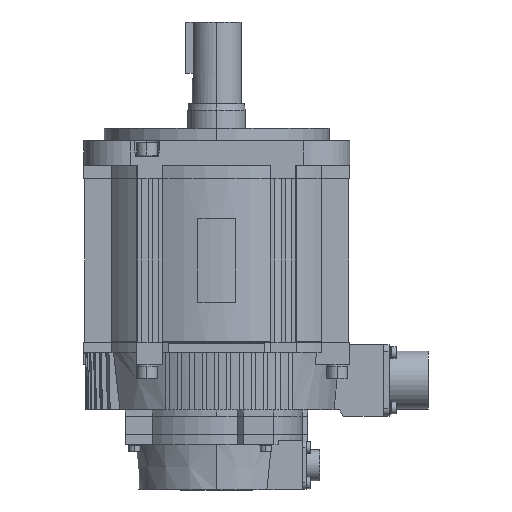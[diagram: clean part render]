
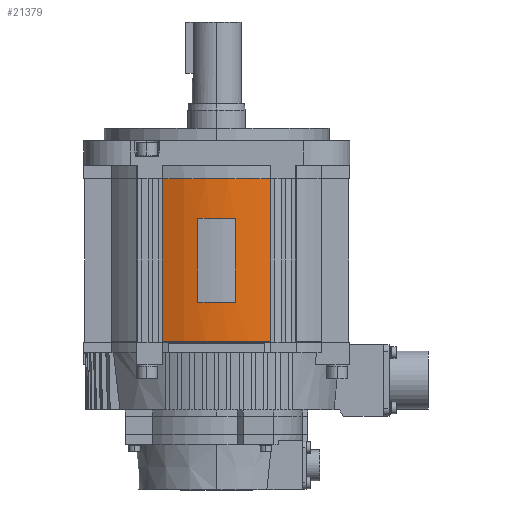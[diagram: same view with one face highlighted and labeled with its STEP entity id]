
A CAD part, left-side view. The second image highlights one B-rep face of the part: STEP entity #21379.
In plain terms, the highlighted cylindrical face has radius 64.3 mm (diameter 128.6 mm), a partial arc.
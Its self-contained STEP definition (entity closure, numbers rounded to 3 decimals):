
#10215 = DIRECTION ( 'NONE',  ( -1., 0., 0. ) ) ;
#10216 = DIRECTION ( 'NONE',  ( 0., 0., -1. ) ) ;
#10217 = CARTESIAN_POINT ( 'NONE',  ( 0., 0., -98.3 ) ) ;
#10218 = AXIS2_PLACEMENT_3D ( 'NONE', #10217, #10216, #10215 ) ;
#10219 = CIRCLE ( 'NONE', #10218, 64.3 ) ;
#10248 = LINE ( 'NONE', #10316, #10315 ) ;
#10249 = DIRECTION ( 'NONE',  ( 1., 0., 0. ) ) ;
#10250 = DIRECTION ( 'NONE',  ( 0., 0., 1. ) ) ;
#10252 = CARTESIAN_POINT ( 'NONE',  ( 0., 0., -200.368 ) ) ;
#10253 = AXIS2_PLACEMENT_3D ( 'NONE', #10252, #10250, #10249 ) ;
#10255 = CYLINDRICAL_SURFACE ( 'NONE', #10253, 64.3 ) ;
#10257 = FACE_OUTER_BOUND ( 'NONE', #21393, .T. ) ;
#10258 = FACE_BOUND ( 'NONE', #21380, .T. ) ;
#10267 = DIRECTION ( 'NONE',  ( 0., 0., 1. ) ) ;
#10268 = VECTOR ( 'NONE', #10267, 1000. ) ;
#10269 = CARTESIAN_POINT ( 'NONE',  ( -58.677, 26.297, -116.906 ) ) ;
#10270 = LINE ( 'NONE', #10269, #10268 ) ;
#10271 = CARTESIAN_POINT ( 'NONE',  ( -58.677, 26.297, -18.6 ) ) ;
#10272 = DIRECTION ( 'NONE',  ( 0., -1., 0. ) ) ;
#10274 = DIRECTION ( 'NONE',  ( 0., 0., -1. ) ) ;
#10275 = CARTESIAN_POINT ( 'NONE',  ( 0., 0., -18.6 ) ) ;
#10276 = AXIS2_PLACEMENT_3D ( 'NONE', #10275, #10274, #10272 ) ;
#10277 = CIRCLE ( 'NONE', #10276, 64.3 ) ;
#10278 = CARTESIAN_POINT ( 'NONE',  ( -58.677, -26.297, -18.6 ) ) ;
#10279 = DIRECTION ( 'NONE',  ( 0., 0., 1. ) ) ;
#10280 = VECTOR ( 'NONE', #10279, 1000. ) ;
#10281 = CARTESIAN_POINT ( 'NONE',  ( -58.677, -26.297, -116.906 ) ) ;
#10282 = LINE ( 'NONE', #10281, #10280 ) ;
#10283 = CARTESIAN_POINT ( 'NONE',  ( -58.677, 26.297, -98.3 ) ) ;
#10294 = CARTESIAN_POINT ( 'NONE',  ( -58.677, -26.297, -98.3 ) ) ;
#10295 = DIRECTION ( 'NONE',  ( -1., 0., 0. ) ) ;
#10296 = DIRECTION ( 'NONE',  ( 0., 0., -1. ) ) ;
#10297 = CARTESIAN_POINT ( 'NONE',  ( 0., 0., -37.95 ) ) ;
#10298 = AXIS2_PLACEMENT_3D ( 'NONE', #10297, #10296, #10295 ) ;
#10299 = CIRCLE ( 'NONE', #10298, 64.3 ) ;
#10300 = CARTESIAN_POINT ( 'NONE',  ( -63.638, 9.204, -37.95 ) ) ;
#10301 = DIRECTION ( 'NONE',  ( 0., 0., 1. ) ) ;
#10302 = VECTOR ( 'NONE', #10301, 1000. ) ;
#10303 = CARTESIAN_POINT ( 'NONE',  ( -63.638, 9.204, -200.368 ) ) ;
#10304 = LINE ( 'NONE', #10303, #10302 ) ;
#10305 = CARTESIAN_POINT ( 'NONE',  ( -63.638, 9.204, -78.95 ) ) ;
#10306 = DIRECTION ( 'NONE',  ( -1., 0., 0. ) ) ;
#10308 = DIRECTION ( 'NONE',  ( 0., 0., -1. ) ) ;
#10309 = CARTESIAN_POINT ( 'NONE',  ( 0., 0., -78.95 ) ) ;
#10310 = AXIS2_PLACEMENT_3D ( 'NONE', #10309, #10308, #10306 ) ;
#10311 = CIRCLE ( 'NONE', #10310, 64.3 ) ;
#10312 = CARTESIAN_POINT ( 'NONE',  ( -63.638, -9.204, -78.95 ) ) ;
#10313 = CARTESIAN_POINT ( 'NONE',  ( -63.638, -9.204, -37.95 ) ) ;
#10314 = DIRECTION ( 'NONE',  ( 0., 0., -1. ) ) ;
#10315 = VECTOR ( 'NONE', #10314, 1000. ) ;
#10316 = CARTESIAN_POINT ( 'NONE',  ( -63.638, -9.204, -200.368 ) ) ;
#21364 = ORIENTED_EDGE ( 'NONE', *, *, #21365, .F. ) ;
#21365 = EDGE_CURVE ( 'NONE', #21394, #21366, #10219, .T. ) ;
#21366 = VERTEX_POINT ( 'NONE', #10283 ) ;
#21367 = ORIENTED_EDGE ( 'NONE', *, *, #21368, .T. ) ;
#21368 = EDGE_CURVE ( 'NONE', #21394, #21369, #10282, .T. ) ;
#21369 = VERTEX_POINT ( 'NONE', #10278 ) ;
#21370 = ORIENTED_EDGE ( 'NONE', *, *, #21371, .T. ) ;
#21371 = EDGE_CURVE ( 'NONE', #21369, #21372, #10277, .T. ) ;
#21372 = VERTEX_POINT ( 'NONE', #10271 ) ;
#21373 = ORIENTED_EDGE ( 'NONE', *, *, #21374, .F. ) ;
#21374 = EDGE_CURVE ( 'NONE', #21366, #21372, #10270, .T. ) ;
#21379 = ADVANCED_FACE ( 'NONE', ( #10258, #10257 ), #10255, .T. ) ;
#21380 = EDGE_LOOP ( 'NONE', ( #21381, #21385, #21388, #21391 ) ) ;
#21381 = ORIENTED_EDGE ( 'NONE', *, *, #21382, .T. ) ;
#21382 = EDGE_CURVE ( 'NONE', #21383, #21384, #10248, .T. ) ;
#21383 = VERTEX_POINT ( 'NONE', #10313 ) ;
#21384 = VERTEX_POINT ( 'NONE', #10312 ) ;
#21385 = ORIENTED_EDGE ( 'NONE', *, *, #21386, .T. ) ;
#21386 = EDGE_CURVE ( 'NONE', #21384, #21387, #10311, .T. ) ;
#21387 = VERTEX_POINT ( 'NONE', #10305 ) ;
#21388 = ORIENTED_EDGE ( 'NONE', *, *, #21389, .T. ) ;
#21389 = EDGE_CURVE ( 'NONE', #21387, #21390, #10304, .T. ) ;
#21390 = VERTEX_POINT ( 'NONE', #10300 ) ;
#21391 = ORIENTED_EDGE ( 'NONE', *, *, #21392, .F. ) ;
#21392 = EDGE_CURVE ( 'NONE', #21383, #21390, #10299, .T. ) ;
#21393 = EDGE_LOOP ( 'NONE', ( #21364, #21367, #21370, #21373 ) ) ;
#21394 = VERTEX_POINT ( 'NONE', #10294 ) ;
